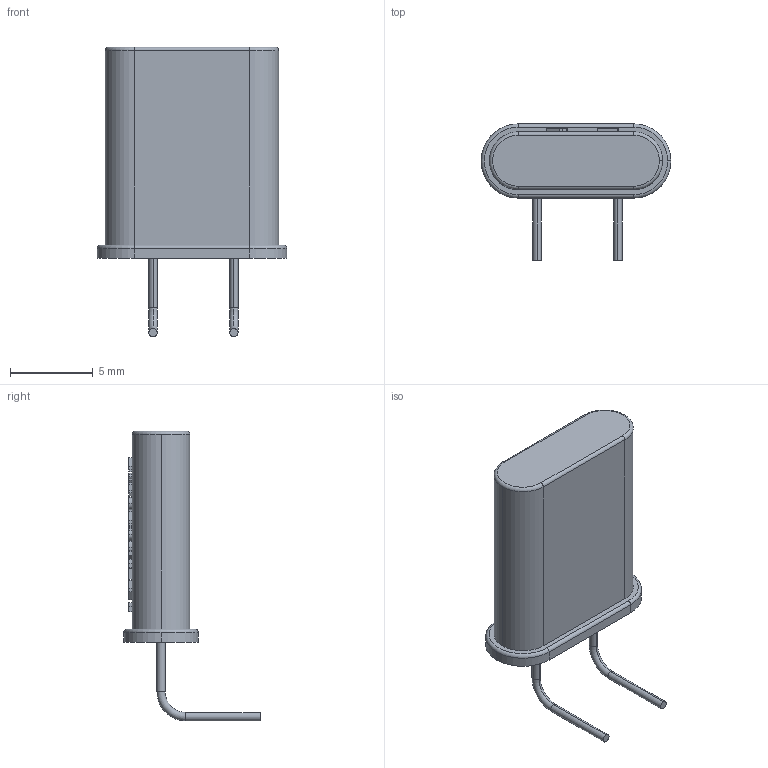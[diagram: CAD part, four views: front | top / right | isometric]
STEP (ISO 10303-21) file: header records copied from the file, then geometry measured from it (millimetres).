
FILE_DESCRIPTION (( 'STEP AP214' ), '1' );
FILE_NAME ('User Library-XTAL02.STEP', '2022-04-22T21:32:23', ( '' ), ( '' ), 'SwSTEP 2.0', 'SolidWorks 2021', '' );
FILE_SCHEMA (( 'AUTOMOTIVE_DESIGN' ));
Length unit declared in the file: millimetre
Products named in the file (1): User Library-XTAL02
Bounding box: 11.5 x 8.25 x 17.55 mm (x, y, z)
Volume: 452.3 mm3; surface area: 458.6 mm2
Topology: 1 solids, 1 shells, 220 faces, 563 edges, 370 vertices
Faces by surface type: plane 154, bspline 38, cylinder 18, torus 10
Entity records: 10893 total; most frequent: CARTESIAN_POINT 3464, ORIENTED_EDGE 1126, DIRECTION 903, EDGE_CURVE 563, VECTOR 437, LINE 437, VERTEX_POINT 370, EDGE_LOOP 245
